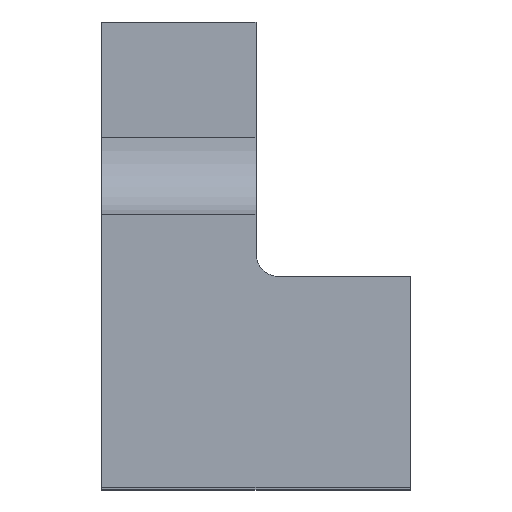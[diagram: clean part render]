
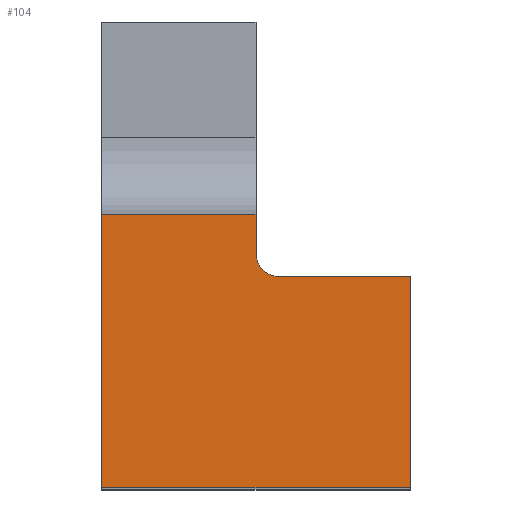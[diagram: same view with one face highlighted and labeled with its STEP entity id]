
A CAD part, top view. The second image highlights one B-rep face of the part: STEP entity #104.
In plain terms, the highlighted planar face has unit normal (0, 0, 1).
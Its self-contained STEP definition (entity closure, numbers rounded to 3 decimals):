
#72=CIRCLE('',#656,3.);
#104=ADVANCED_FACE('',(#157),#137,.F.);
#137=PLANE('',#657);
#157=FACE_OUTER_BOUND('',#180,.T.);
#180=EDGE_LOOP('',(#259,#260,#261,#262,#263,#264,#265));
#259=ORIENTED_EDGE('',*,*,#480,.T.);
#260=ORIENTED_EDGE('',*,*,#481,.F.);
#261=ORIENTED_EDGE('',*,*,#482,.F.);
#262=ORIENTED_EDGE('',*,*,#483,.T.);
#263=ORIENTED_EDGE('',*,*,#484,.T.);
#264=ORIENTED_EDGE('',*,*,#485,.F.);
#265=ORIENTED_EDGE('',*,*,#479,.T.);
#412=VERTEX_POINT('',#956);
#414=VERTEX_POINT('',#960);
#415=VERTEX_POINT('',#964);
#416=VERTEX_POINT('',#966);
#417=VERTEX_POINT('',#968);
#418=VERTEX_POINT('',#970);
#419=VERTEX_POINT('',#972);
#479=EDGE_CURVE('',#412,#414,#561,.T.);
#480=EDGE_CURVE('',#414,#415,#562,.T.);
#481=EDGE_CURVE('',#416,#415,#563,.T.);
#482=EDGE_CURVE('',#417,#416,#564,.T.);
#483=EDGE_CURVE('',#417,#418,#565,.T.);
#484=EDGE_CURVE('',#418,#419,#72,.T.);
#485=EDGE_CURVE('',#412,#419,#566,.T.);
#561=LINE('',#961,#622);
#562=LINE('',#963,#623);
#563=LINE('',#965,#624);
#564=LINE('',#967,#625);
#565=LINE('',#969,#626);
#566=LINE('',#973,#627);
#622=VECTOR('',#763,1.);
#623=VECTOR('',#766,1.);
#624=VECTOR('',#767,1.);
#625=VECTOR('',#768,1.);
#626=VECTOR('',#769,1.);
#627=VECTOR('',#772,1.);
#656=AXIS2_PLACEMENT_3D('',#971,#770,#771);
#657=AXIS2_PLACEMENT_3D('',#974,#773,#774);
#763=DIRECTION('',(-1.,0.,0.));
#766=DIRECTION('',(0.,-1.,0.));
#767=DIRECTION('',(-1.,0.,0.));
#768=DIRECTION('',(0.,-1.,0.));
#769=DIRECTION('',(-1.,0.,0.));
#770=DIRECTION('',(0.,0.,-1.));
#771=DIRECTION('',(-1.,0.,0.));
#772=DIRECTION('',(0.,-1.,0.));
#773=DIRECTION('',(0.,0.,-1.));
#774=DIRECTION('',(-1.,0.,0.));
#956=CARTESIAN_POINT('',(20.,20.,95.));
#960=CARTESIAN_POINT('',(0.,20.,95.));
#961=CARTESIAN_POINT('',(20.,20.,95.));
#963=CARTESIAN_POINT('',(0.,20.,95.));
#964=CARTESIAN_POINT('',(0.,-15.293,95.));
#965=CARTESIAN_POINT('',(40.,-15.293,95.));
#966=CARTESIAN_POINT('',(40.,-15.293,95.));
#967=CARTESIAN_POINT('',(40.,12.,95.));
#968=CARTESIAN_POINT('',(40.,12.,95.));
#969=CARTESIAN_POINT('',(40.,12.,95.));
#970=CARTESIAN_POINT('',(23.,12.,95.));
#971=CARTESIAN_POINT('',(23.,15.,95.));
#972=CARTESIAN_POINT('',(20.,15.,95.));
#973=CARTESIAN_POINT('',(20.,20.,95.));
#974=CARTESIAN_POINT('',(20.,20.,95.));
